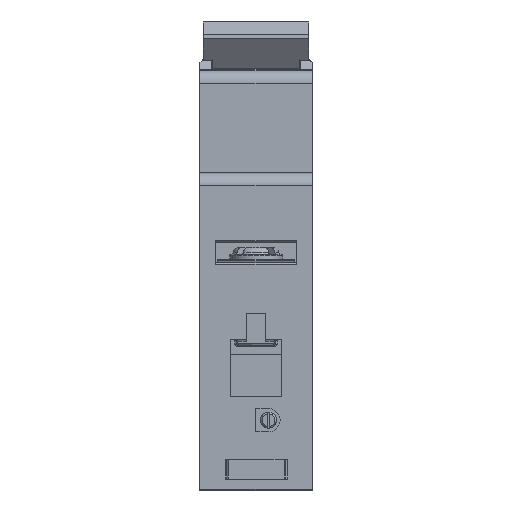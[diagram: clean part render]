
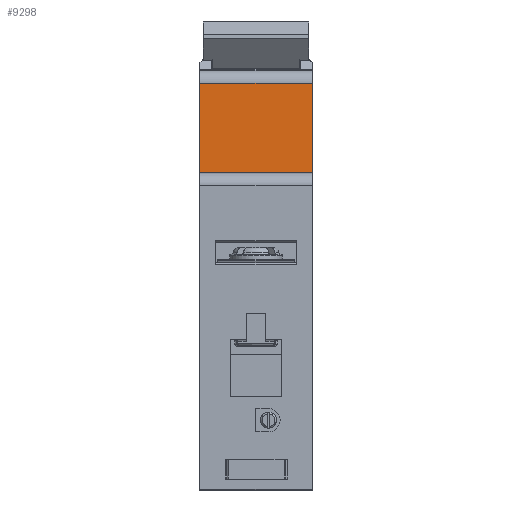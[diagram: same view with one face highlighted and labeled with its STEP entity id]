
A CAD part, front view. The second image highlights one B-rep face of the part: STEP entity #9298.
In plain terms, the highlighted free-form (B-spline) face has degree [1, 1] with [2, 2] control points.
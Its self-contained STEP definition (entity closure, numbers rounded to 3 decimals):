
#9275 = VERTEX_POINT('',#9276);
#9276 = CARTESIAN_POINT('',(8.676,-19.434,
    12.87));
#9281 = EDGE_CURVE('',#9282,#9275,#9284,.T.);
#9282 = VERTEX_POINT('',#9283);
#9283 = CARTESIAN_POINT('',(-8.676,-19.434,
    12.87));
#9284 = B_SPLINE_CURVE_WITH_KNOTS('',1,(#9285,#9286),.UNSPECIFIED.,.F.,
  .F.,(2,2),(0.,17.5),.PIECEWISE_BEZIER_KNOTS.);
#9285 = CARTESIAN_POINT('',(-8.676,-19.434,
    12.87));
#9286 = CARTESIAN_POINT('',(8.676,-19.434,
    12.87));
#9298 = ADVANCED_FACE('',(#9299),#9321,.T.);
#9299 = FACE_BOUND('',#9300,.T.);
#9300 = EDGE_LOOP('',(#9301,#9308,#9315,#9320));
#9301 = ORIENTED_EDGE('',*,*,#9302,.F.);
#9302 = EDGE_CURVE('',#9303,#9275,#9305,.T.);
#9303 = VERTEX_POINT('',#9304);
#9304 = CARTESIAN_POINT('',(8.676,-19.434,
    26.751));
#9305 = B_SPLINE_CURVE_WITH_KNOTS('',1,(#9306,#9307),.UNSPECIFIED.,.F.,
  .F.,(2,2),(0.,14.),.PIECEWISE_BEZIER_KNOTS.);
#9306 = CARTESIAN_POINT('',(8.676,-19.434,
    26.751));
#9307 = CARTESIAN_POINT('',(8.676,-19.434,
    12.87));
#9308 = ORIENTED_EDGE('',*,*,#9309,.F.);
#9309 = EDGE_CURVE('',#9310,#9303,#9312,.T.);
#9310 = VERTEX_POINT('',#9311);
#9311 = CARTESIAN_POINT('',(-8.676,-19.434,
    26.751));
#9312 = B_SPLINE_CURVE_WITH_KNOTS('',1,(#9313,#9314),.UNSPECIFIED.,.F.,
  .F.,(2,2),(0.,17.5),.PIECEWISE_BEZIER_KNOTS.);
#9313 = CARTESIAN_POINT('',(-8.676,-19.434,
    26.751));
#9314 = CARTESIAN_POINT('',(8.676,-19.434,
    26.751));
#9315 = ORIENTED_EDGE('',*,*,#9316,.T.);
#9316 = EDGE_CURVE('',#9310,#9282,#9317,.T.);
#9317 = B_SPLINE_CURVE_WITH_KNOTS('',1,(#9318,#9319),.UNSPECIFIED.,.F.,
  .F.,(2,2),(0.,14.),.PIECEWISE_BEZIER_KNOTS.);
#9318 = CARTESIAN_POINT('',(-8.676,-19.434,
    26.751));
#9319 = CARTESIAN_POINT('',(-8.676,-19.434,
    12.87));
#9320 = ORIENTED_EDGE('',*,*,#9281,.T.);
#9321 = B_SPLINE_SURFACE_WITH_KNOTS('',1,1,(
    (#9322,#9323)
    ,(#9324,#9325
    )),.UNSPECIFIED.,.F.,.F.,.F.,(2,2),(2,2),(0.,14.),(0.,
    17.5),.PIECEWISE_BEZIER_KNOTS.);
#9322 = CARTESIAN_POINT('',(-8.676,-19.434,
    26.751));
#9323 = CARTESIAN_POINT('',(8.676,-19.434,
    26.751));
#9324 = CARTESIAN_POINT('',(-8.676,-19.434,
    12.87));
#9325 = CARTESIAN_POINT('',(8.676,-19.434,
    12.87));
